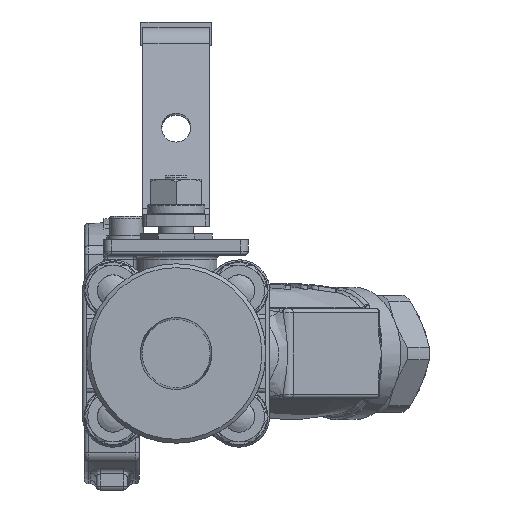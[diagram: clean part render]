
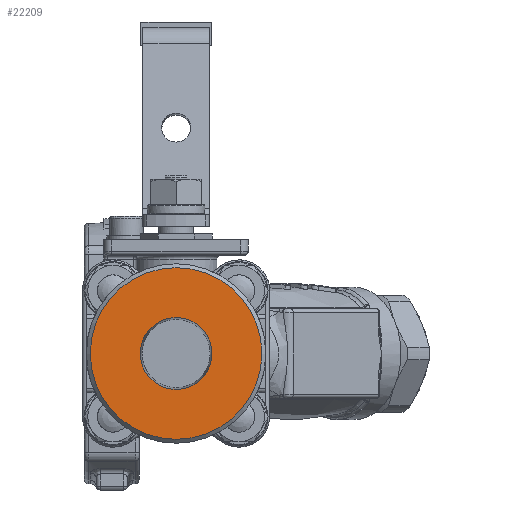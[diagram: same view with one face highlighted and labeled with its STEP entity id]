
A CAD part, left-side view. The second image highlights one B-rep face of the part: STEP entity #22209.
In plain terms, the highlighted planar face has unit normal (-1, 0, 0).
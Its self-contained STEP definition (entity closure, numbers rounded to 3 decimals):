
#1194=FACE_BOUND('',#3852,.T.);
#1400=PLANE('',#23831);
#2436=FACE_OUTER_BOUND('',#3851,.T.);
#3851=EDGE_LOOP('',(#15491));
#3852=EDGE_LOOP('',(#15492,#15493));
#7577=CIRCLE('',#23829,9.203);
#7578=CIRCLE('',#23830,9.203);
#7579=CIRCLE('',#23832,22.);
#9078=VERTEX_POINT('',#34241);
#9079=VERTEX_POINT('',#34242);
#9080=VERTEX_POINT('',#34247);
#11481=EDGE_CURVE('',#9078,#9079,#7577,.T.);
#11482=EDGE_CURVE('',#9079,#9078,#7578,.T.);
#11484=EDGE_CURVE('',#9080,#9080,#7579,.T.);
#15491=ORIENTED_EDGE('',*,*,#11484,.F.);
#15492=ORIENTED_EDGE('',*,*,#11481,.T.);
#15493=ORIENTED_EDGE('',*,*,#11482,.T.);
#22209=ADVANCED_FACE('',(#2436,#1194),#1400,.T.);
#23829=AXIS2_PLACEMENT_3D('',#34243,#27215,#27216);
#23830=AXIS2_PLACEMENT_3D('',#34244,#27217,#27218);
#23831=AXIS2_PLACEMENT_3D('',#34246,#27220,#27221);
#23832=AXIS2_PLACEMENT_3D('',#34248,#27222,#27223);
#27215=DIRECTION('center_axis',(1.,0.,0.));
#27216=DIRECTION('ref_axis',(0.,1.,0.));
#27217=DIRECTION('center_axis',(1.,0.,0.));
#27218=DIRECTION('ref_axis',(0.,1.,0.));
#27220=DIRECTION('center_axis',(-1.,0.,0.));
#27221=DIRECTION('ref_axis',(0.,1.,0.));
#27222=DIRECTION('center_axis',(1.,0.,0.));
#27223=DIRECTION('ref_axis',(0.,-1.,0.));
#34241=CARTESIAN_POINT('',(-143.835,38.366,0.25));
#34242=CARTESIAN_POINT('',(-143.835,19.96,0.25));
#34243=CARTESIAN_POINT('Origin',(-143.835,29.163,0.25));
#34244=CARTESIAN_POINT('Origin',(-143.835,29.163,0.25));
#34246=CARTESIAN_POINT('Origin',(-143.835,29.163,0.25));
#34247=CARTESIAN_POINT('',(-143.835,51.163,0.25));
#34248=CARTESIAN_POINT('Origin',(-143.835,29.163,0.25));
